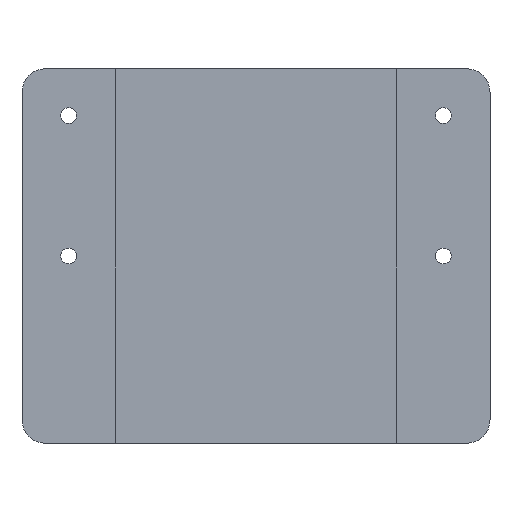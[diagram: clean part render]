
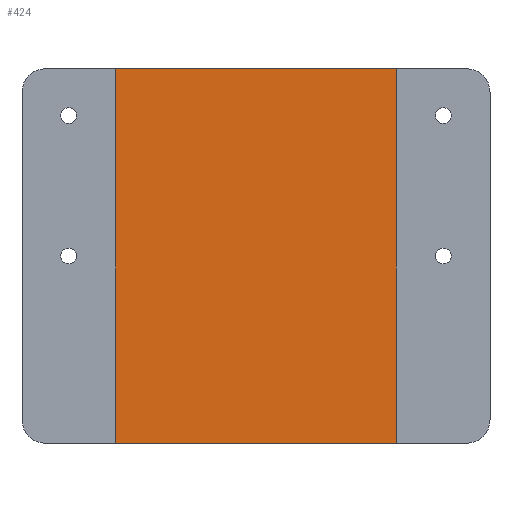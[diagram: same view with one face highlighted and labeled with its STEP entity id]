
A CAD part, top view. The second image highlights one B-rep face of the part: STEP entity #424.
In plain terms, the highlighted planar face has unit normal (0, 0, 1).
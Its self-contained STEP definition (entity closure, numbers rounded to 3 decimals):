
#48 = VERTEX_POINT('',#49);
#49 = CARTESIAN_POINT('',(-30.,-40.,1.));
#55 = EDGE_CURVE('',#48,#56,#58,.T.);
#56 = VERTEX_POINT('',#57);
#57 = CARTESIAN_POINT('',(30.,-40.,1.));
#58 = LINE('',#59,#60);
#59 = CARTESIAN_POINT('',(-30.,-40.,1.));
#60 = VECTOR('',#61,1.);
#61 = DIRECTION('',(1.,0.,0.));
#381 = VERTEX_POINT('',#382);
#382 = CARTESIAN_POINT('',(-30.,40.,1.));
#388 = EDGE_CURVE('',#381,#48,#389,.T.);
#389 = LINE('',#390,#391);
#390 = CARTESIAN_POINT('',(-30.,40.,1.));
#391 = VECTOR('',#392,1.);
#392 = DIRECTION('',(0.,-1.,0.));
#405 = EDGE_CURVE('',#56,#406,#408,.T.);
#406 = VERTEX_POINT('',#407);
#407 = CARTESIAN_POINT('',(30.,40.,1.));
#408 = LINE('',#409,#410);
#409 = CARTESIAN_POINT('',(30.,-40.,1.));
#410 = VECTOR('',#411,1.);
#411 = DIRECTION('',(0.,1.,0.));
#424 = ADVANCED_FACE('',(#425),#436,.T.);
#425 = FACE_BOUND('',#426,.T.);
#426 = EDGE_LOOP('',(#427,#428,#434,#435));
#427 = ORIENTED_EDGE('',*,*,#405,.T.);
#428 = ORIENTED_EDGE('',*,*,#429,.T.);
#429 = EDGE_CURVE('',#406,#381,#430,.T.);
#430 = LINE('',#431,#432);
#431 = CARTESIAN_POINT('',(30.,40.,1.));
#432 = VECTOR('',#433,1.);
#433 = DIRECTION('',(-1.,0.,0.));
#434 = ORIENTED_EDGE('',*,*,#388,.T.);
#435 = ORIENTED_EDGE('',*,*,#55,.T.);
#436 = PLANE('',#437);
#437 = AXIS2_PLACEMENT_3D('',#438,#439,#440);
#438 = CARTESIAN_POINT('',(0.,0.,1.));
#439 = DIRECTION('',(0.,0.,1.));
#440 = DIRECTION('',(1.,0.,0.));
